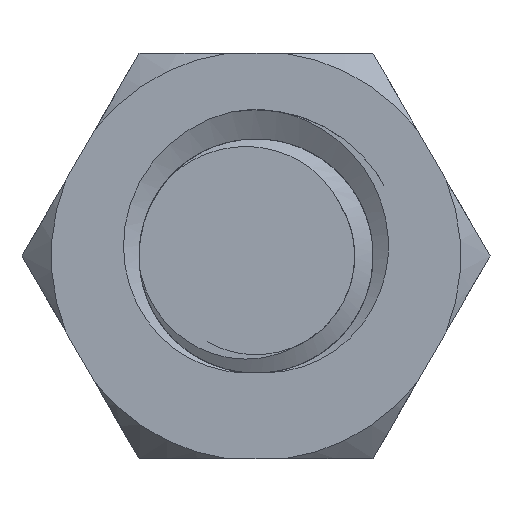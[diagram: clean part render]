
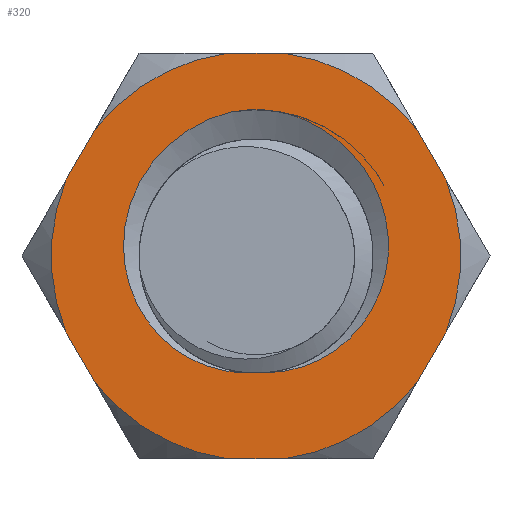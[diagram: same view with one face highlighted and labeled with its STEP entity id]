
A CAD part, left-side view. The second image highlights one B-rep face of the part: STEP entity #320.
In plain terms, the highlighted planar face has unit normal (-1, 0, 0).
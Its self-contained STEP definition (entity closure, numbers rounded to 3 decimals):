
#166=LINE('',#11570,#199);
#167=LINE('',#11574,#200);
#168=LINE('',#11578,#201);
#169=LINE('',#11582,#202);
#170=LINE('',#11586,#203);
#171=LINE('',#11590,#204);
#199=VECTOR('',#1370,1.);
#200=VECTOR('',#1373,1.);
#201=VECTOR('',#1376,1.);
#202=VECTOR('',#1379,1.);
#203=VECTOR('',#1382,1.);
#204=VECTOR('',#1385,1.);
#274=FACE_BOUND('',#491,.T.);
#275=FACE_BOUND('',#492,.T.);
#320=ADVANCED_FACE('',(#274,#275),#368,.F.);
#368=PLANE('',#1195);
#491=EDGE_LOOP('',(#715,#716,#717,#718,#719,#720,#721,#722,#723,#724,#725,
#726));
#492=EDGE_LOOP('',(#727,#728,#729,#730));
#547=B_SPLINE_CURVE_WITH_KNOTS('',3,(#11591,#11592,#11593,#11594,#11595,
#11596,#11597,#11598,#11599,#11600),.UNSPECIFIED.,.F.,.F.,(4,2,2,2,4),(0.,
0.25,0.5,0.75,1.),.UNSPECIFIED.);
#548=B_SPLINE_CURVE_WITH_KNOTS('',3,(#11605,#11606,#11607,#11608,#11609,
#11610,#11611,#11612,#11613,#11614),.UNSPECIFIED.,.F.,.F.,(4,2,2,2,4),(0.,
0.25,0.5,0.75,1.),.UNSPECIFIED.);
#715=ORIENTED_EDGE('',*,*,#1016,.T.);
#716=ORIENTED_EDGE('',*,*,#1017,.T.);
#717=ORIENTED_EDGE('',*,*,#1018,.T.);
#718=ORIENTED_EDGE('',*,*,#1019,.T.);
#719=ORIENTED_EDGE('',*,*,#1020,.T.);
#720=ORIENTED_EDGE('',*,*,#1021,.T.);
#721=ORIENTED_EDGE('',*,*,#1022,.T.);
#722=ORIENTED_EDGE('',*,*,#1023,.T.);
#723=ORIENTED_EDGE('',*,*,#1024,.T.);
#724=ORIENTED_EDGE('',*,*,#1025,.T.);
#725=ORIENTED_EDGE('',*,*,#1026,.T.);
#726=ORIENTED_EDGE('',*,*,#1027,.T.);
#727=ORIENTED_EDGE('',*,*,#1028,.F.);
#728=ORIENTED_EDGE('',*,*,#1029,.T.);
#729=ORIENTED_EDGE('',*,*,#1030,.F.);
#730=ORIENTED_EDGE('',*,*,#1031,.F.);
#903=VERTEX_POINT('',#11568);
#904=VERTEX_POINT('',#11569);
#905=VERTEX_POINT('',#11571);
#906=VERTEX_POINT('',#11573);
#907=VERTEX_POINT('',#11575);
#908=VERTEX_POINT('',#11577);
#909=VERTEX_POINT('',#11579);
#910=VERTEX_POINT('',#11581);
#911=VERTEX_POINT('',#11583);
#912=VERTEX_POINT('',#11585);
#913=VERTEX_POINT('',#11587);
#914=VERTEX_POINT('',#11589);
#915=VERTEX_POINT('',#11601);
#916=VERTEX_POINT('',#11602);
#917=VERTEX_POINT('',#11604);
#918=VERTEX_POINT('',#11615);
#1016=EDGE_CURVE('',#903,#904,#1108,.T.);
#1017=EDGE_CURVE('',#904,#905,#166,.T.);
#1018=EDGE_CURVE('',#905,#906,#1109,.T.);
#1019=EDGE_CURVE('',#906,#907,#167,.T.);
#1020=EDGE_CURVE('',#907,#908,#1110,.T.);
#1021=EDGE_CURVE('',#908,#909,#168,.T.);
#1022=EDGE_CURVE('',#909,#910,#1111,.T.);
#1023=EDGE_CURVE('',#910,#911,#169,.T.);
#1024=EDGE_CURVE('',#911,#912,#1112,.T.);
#1025=EDGE_CURVE('',#912,#913,#170,.T.);
#1026=EDGE_CURVE('',#913,#914,#1113,.T.);
#1027=EDGE_CURVE('',#914,#903,#171,.T.);
#1028=EDGE_CURVE('',#915,#916,#547,.T.);
#1029=EDGE_CURVE('',#915,#917,#1114,.T.);
#1030=EDGE_CURVE('',#918,#917,#548,.T.);
#1031=EDGE_CURVE('',#916,#918,#1115,.T.);
#1108=CIRCLE('',#1187,7.);
#1109=CIRCLE('',#1188,7.);
#1110=CIRCLE('',#1189,7.);
#1111=CIRCLE('',#1190,7.);
#1112=CIRCLE('',#1191,7.);
#1113=CIRCLE('',#1192,7.);
#1114=CIRCLE('',#1193,4.);
#1115=CIRCLE('',#1194,5.);
#1187=AXIS2_PLACEMENT_3D('',#11567,#1368,#1369);
#1188=AXIS2_PLACEMENT_3D('',#11572,#1371,#1372);
#1189=AXIS2_PLACEMENT_3D('',#11576,#1374,#1375);
#1190=AXIS2_PLACEMENT_3D('',#11580,#1377,#1378);
#1191=AXIS2_PLACEMENT_3D('',#11584,#1380,#1381);
#1192=AXIS2_PLACEMENT_3D('',#11588,#1383,#1384);
#1193=AXIS2_PLACEMENT_3D('',#11603,#1386,#1387);
#1194=AXIS2_PLACEMENT_3D('',#11616,#1388,#1389);
#1195=AXIS2_PLACEMENT_3D('',#11617,#1390,#1391);
#1368=DIRECTION('',(-1.,0.,0.));
#1369=DIRECTION('',(0.,0.,-1.));
#1370=DIRECTION('',(0.,0.5,0.866));
#1371=DIRECTION('',(-1.,0.,0.));
#1372=DIRECTION('',(0.,0.,-1.));
#1373=DIRECTION('',(0.,1.,0.));
#1374=DIRECTION('',(-1.,0.,0.));
#1375=DIRECTION('',(0.,0.,-1.));
#1376=DIRECTION('',(0.,0.5,-0.866));
#1377=DIRECTION('',(-1.,0.,0.));
#1378=DIRECTION('',(0.,0.,-1.));
#1379=DIRECTION('',(0.,-0.5,-0.866));
#1380=DIRECTION('',(-1.,0.,0.));
#1381=DIRECTION('',(0.,0.,-1.));
#1382=DIRECTION('',(0.,-1.,0.));
#1383=DIRECTION('',(-1.,0.,0.));
#1384=DIRECTION('',(0.,0.,-1.));
#1385=DIRECTION('',(0.,-0.5,0.866));
#1386=DIRECTION('',(1.,0.,0.));
#1387=DIRECTION('',(0.,1.,0.));
#1388=DIRECTION('',(-1.,0.,0.));
#1389=DIRECTION('',(0.,0.,-1.));
#1390=DIRECTION('',(1.,0.,0.));
#1391=DIRECTION('',(0.,0.,-1.));
#11567=CARTESIAN_POINT('',(0.,0.,0.));
#11568=CARTESIAN_POINT('',(0.,-6.5,-2.598));
#11569=CARTESIAN_POINT('',(0.,-6.5,2.598));
#11570=CARTESIAN_POINT('',(0.,-8.,0.));
#11571=CARTESIAN_POINT('',(0.,-5.5,4.33));
#11572=CARTESIAN_POINT('',(0.,0.,0.));
#11573=CARTESIAN_POINT('',(0.,-1.,6.928));
#11574=CARTESIAN_POINT('',(0.,-4.,6.928));
#11575=CARTESIAN_POINT('',(0.,1.,6.928));
#11576=CARTESIAN_POINT('',(0.,0.,0.));
#11577=CARTESIAN_POINT('',(0.,5.5,4.33));
#11578=CARTESIAN_POINT('',(0.,4.,6.928));
#11579=CARTESIAN_POINT('',(0.,6.5,2.598));
#11580=CARTESIAN_POINT('',(0.,0.,0.));
#11581=CARTESIAN_POINT('',(0.,6.5,-2.598));
#11582=CARTESIAN_POINT('',(0.,8.,0.));
#11583=CARTESIAN_POINT('',(0.,5.5,-4.33));
#11584=CARTESIAN_POINT('',(0.,0.,0.));
#11585=CARTESIAN_POINT('',(0.,1.,-6.928));
#11586=CARTESIAN_POINT('',(0.,4.,-6.928));
#11587=CARTESIAN_POINT('',(0.,-1.,-6.928));
#11588=CARTESIAN_POINT('',(0.,0.,0.));
#11589=CARTESIAN_POINT('',(0.,-5.5,-4.33));
#11590=CARTESIAN_POINT('',(0.,-4.,-6.928));
#11591=CARTESIAN_POINT('',(0.,-0.276,-3.99));
#11592=CARTESIAN_POINT('',(0.,-1.375,-4.008));
#11593=CARTESIAN_POINT('',(0.,-2.461,-3.555));
#11594=CARTESIAN_POINT('',(0.,-4.009,-2.026));
#11595=CARTESIAN_POINT('',(0.,-4.476,-0.955));
#11596=CARTESIAN_POINT('',(0.,-4.575,1.231));
#11597=CARTESIAN_POINT('',(0.,-4.22,2.324));
#11598=CARTESIAN_POINT('',(0.,-2.868,4.062));
#11599=CARTESIAN_POINT('',(0.,-1.911,4.669));
#11600=CARTESIAN_POINT('',(0.,-0.845,4.928));
#11601=CARTESIAN_POINT('',(0.,-0.276,-3.99));
#11602=CARTESIAN_POINT('',(0.,-0.845,4.928));
#11603=CARTESIAN_POINT('',(0.,0.,0.));
#11604=CARTESIAN_POINT('',(0.,0.276,-3.99));
#11605=CARTESIAN_POINT('',(0.,0.845,4.928));
#11606=CARTESIAN_POINT('',(0.,1.912,4.668));
#11607=CARTESIAN_POINT('',(0.,2.87,4.061));
#11608=CARTESIAN_POINT('',(0.,4.221,2.322));
#11609=CARTESIAN_POINT('',(0.,4.576,1.236));
#11610=CARTESIAN_POINT('',(0.,4.476,-0.96));
#11611=CARTESIAN_POINT('',(0.,4.012,-2.023));
#11612=CARTESIAN_POINT('',(0.,2.458,-3.557));
#11613=CARTESIAN_POINT('',(0.,1.377,-4.008));
#11614=CARTESIAN_POINT('',(0.,0.276,-3.99));
#11615=CARTESIAN_POINT('',(0.,0.845,4.928));
#11616=CARTESIAN_POINT('',(0.,0.,0.));
#11617=CARTESIAN_POINT('',(0.,0.,0.));
